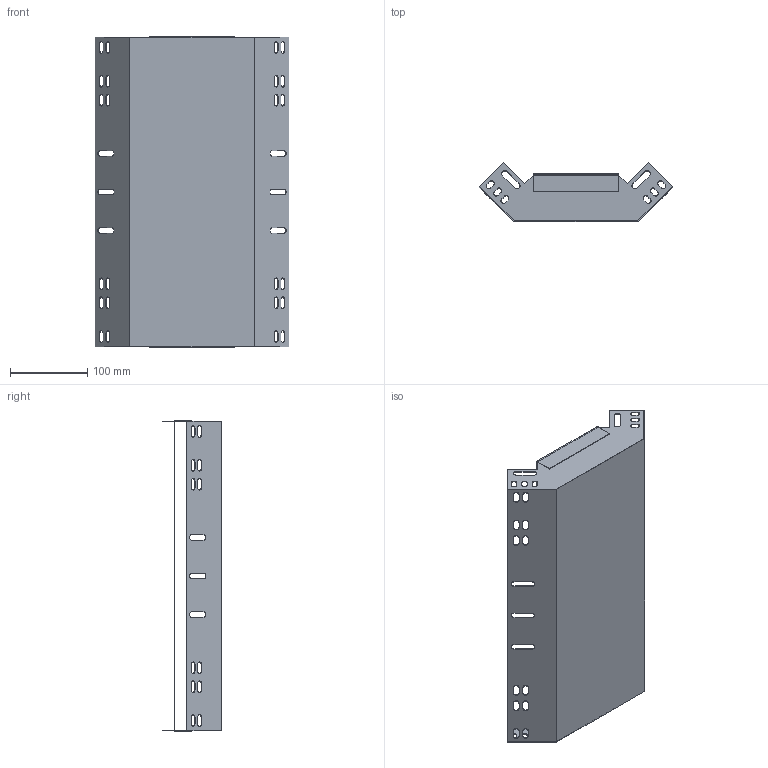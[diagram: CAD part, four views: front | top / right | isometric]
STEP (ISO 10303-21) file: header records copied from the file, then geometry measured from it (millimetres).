
FILE_DESCRIPTION (( 'STEP AP203' ), '1' );
FILE_NAME ('CLP1V-060-400-1 Ïîâîðîò íà 90 ãð. âåðòèêàëüíûé âíóòðåííèé 60õ400 ìì..STEP', '2016-03-11T13:32:48', ( '' ), ( '' ), 'SwSTEP 2.0', 'SolidWorks 2014', '' );
FILE_SCHEMA (( 'CONFIG_CONTROL_DESIGN' ));
Length unit declared in the file: millimetre
Products named in the file (1): CLP1V-060-400-1 Ïîâîðîò íà 90 ãð. âåðòèêàëüíûé âíóòðåííèé 60õ400 ìì.
Bounding box: 251.48 x 77.03 x 403.2 mm (x, y, z)
Volume: 148879.2 mm3; surface area: 375812.1 mm2
Topology: 2 solids, 2 shells, 216 faces, 636 edges, 424 vertices
Faces by surface type: plane 124, cylinder 92
Entity records: 7483 total; most frequent: CARTESIAN_POINT 1277, ORIENTED_EDGE 1272, DIRECTION 1254, EDGE_CURVE 636, VECTOR 452, LINE 452, VERTEX_POINT 424, AXIS2_PLACEMENT_3D 401
